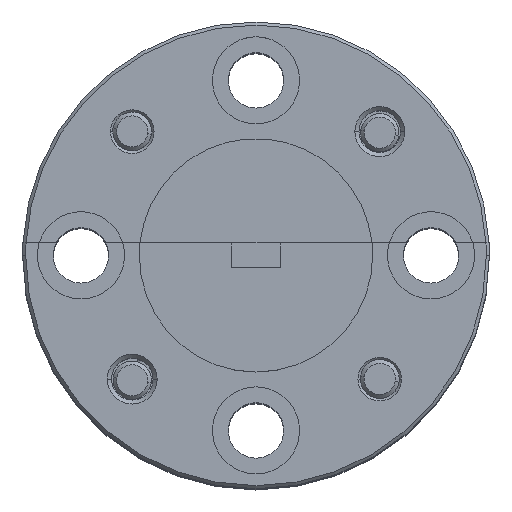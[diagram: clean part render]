
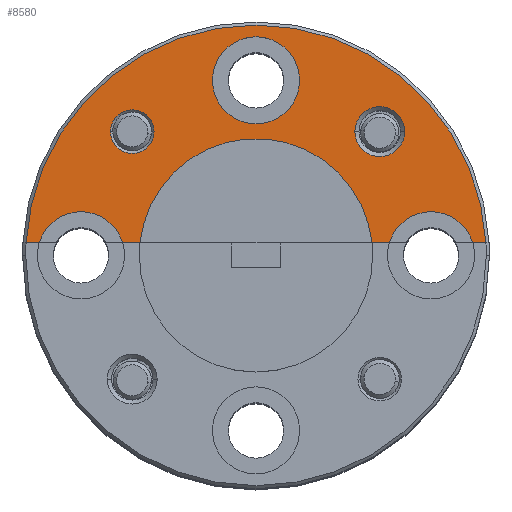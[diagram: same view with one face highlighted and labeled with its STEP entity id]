
A CAD part, top view. The second image highlights one B-rep face of the part: STEP entity #8580.
In plain terms, the highlighted planar face has unit normal (0, 0, 1).
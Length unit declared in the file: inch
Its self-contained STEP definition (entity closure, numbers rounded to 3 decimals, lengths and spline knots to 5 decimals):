
#228 = ORIENTED_EDGE ( 'NONE', *, *, #28331, .T. ) ;
#634 = CARTESIAN_POINT ( 'NONE',  ( 0.65475, 0.41665, 1.39712 ) ) ;
#705 = CARTESIAN_POINT ( 'NONE',  ( 0.67588, 0.41665, 1.39712 ) ) ;
#721 = VERTEX_POINT ( 'NONE', #9083 ) ;
#1000 = DIRECTION ( 'NONE',  ( 0., 0., 1. ) ) ;
#1051 = ORIENTED_EDGE ( 'NONE', *, *, #7166, .T. ) ;
#1076 = CIRCLE ( 'NONE', #2340, 0.07 ) ;
#1117 = CIRCLE ( 'NONE', #23335, 0.07 ) ;
#1437 = FACE_BOUND ( 'NONE', #25823, .T. ) ;
#1613 = DIRECTION ( 'NONE',  ( 1., 0., 0. ) ) ;
#1846 = CARTESIAN_POINT ( 'NONE',  ( 0.11642, 0.41665, 1.39712 ) ) ;
#2113 = CARTESIAN_POINT ( 'NONE',  ( 0.30642, 0.6779, 1.39712 ) ) ;
#2207 = ORIENTED_EDGE ( 'NONE', *, *, #16528, .T. ) ;
#2220 = DIRECTION ( 'NONE',  ( 1., 0., 0. ) ) ;
#2226 = CARTESIAN_POINT ( 'NONE',  ( 0.30642, 0.39665, 1.39712 ) ) ;
#2340 = AXIS2_PLACEMENT_3D ( 'NONE', #6218, #8426, #22334 ) ;
#2699 = CIRCLE ( 'NONE', #24994, 0.035 ) ;
#3168 = DIRECTION ( 'NONE',  ( 1., 0., 0. ) ) ;
#3186 = CARTESIAN_POINT ( 'NONE',  ( 0.49285, 0.41665, 1.39712 ) ) ;
#3611 = ORIENTED_EDGE ( 'NONE', *, *, #4075, .T. ) ;
#3676 = VECTOR ( 'NONE', #26023, 39.37008 ) ;
#3822 = EDGE_CURVE ( 'NONE', #9773, #19370, #22203, .T. ) ;
#3930 = CARTESIAN_POINT ( 'NONE',  ( 0.58767, 0.39665, 1.39712 ) ) ;
#3947 = LINE ( 'NONE', #8674, #23827 ) ;
#3966 = DIRECTION ( 'NONE',  ( 1., 0., 0. ) ) ;
#4075 = EDGE_CURVE ( 'NONE', #721, #24116, #12078, .T. ) ;
#5302 = DIRECTION ( 'NONE',  ( 0., 0., 1. ) ) ;
#5409 = CARTESIAN_POINT ( 'NONE',  ( 0.11642, 0.41665, 1.39712 ) ) ;
#6038 = CIRCLE ( 'NONE', #16892, 0.035 ) ;
#6161 = FACE_OUTER_BOUND ( 'NONE', #9073, .T. ) ;
#6218 = CARTESIAN_POINT ( 'NONE',  ( 0.02517, 0.39665, 1.39712 ) ) ;
#6276 = DIRECTION ( 'NONE',  ( 0., 0., 1. ) ) ;
#6323 = ORIENTED_EDGE ( 'NONE', *, *, #15160, .F. ) ;
#6566 = CARTESIAN_POINT ( 'NONE',  ( 0.52059, 0.41665, 1.39712 ) ) ;
#7166 = EDGE_CURVE ( 'NONE', #9565, #26636, #29326, .T. ) ;
#7280 = DIRECTION ( 'NONE',  ( 1., 0., 0. ) ) ;
#7601 = FACE_BOUND ( 'NONE', #16844, .T. ) ;
#7894 = CARTESIAN_POINT ( 'NONE',  ( 0.37642, 0.6779, 1.39712 ) ) ;
#8088 = CARTESIAN_POINT ( 'NONE',  ( 0.07255, 0.59552, 1.39712 ) ) ;
#8386 = EDGE_CURVE ( 'NONE', #721, #29909, #1076, .T. ) ;
#8426 = DIRECTION ( 'NONE',  ( 0., 0., 1. ) ) ;
#8580 = ADVANCED_FACE ( 'NONE', ( #1437, #27084, #7601, #6161 ), #13726, .T. ) ;
#8674 = CARTESIAN_POINT ( 'NONE',  ( 0.11642, 0.41665, 1.39712 ) ) ;
#8982 = CARTESIAN_POINT ( 'NONE',  ( 0.30642, 0.39665, 1.39712 ) ) ;
#9073 = EDGE_LOOP ( 'NONE', ( #1051, #228, #2207, #20930, #3611, #12714, #23713, #17697 ) ) ;
#9083 = CARTESIAN_POINT ( 'NONE',  ( 0.09225, 0.41665, 1.39712 ) ) ;
#9565 = VERTEX_POINT ( 'NONE', #634 ) ;
#9576 = DIRECTION ( 'NONE',  ( 0., 0., 1. ) ) ;
#9773 = VERTEX_POINT ( 'NONE', #3186 ) ;
#10288 = VECTOR ( 'NONE', #11038, 39.37008 ) ;
#10597 = CARTESIAN_POINT ( 'NONE',  ( -0.04191, 0.41665, 1.39712 ) ) ;
#10694 = ORIENTED_EDGE ( 'NONE', *, *, #22473, .F. ) ;
#10738 = EDGE_CURVE ( 'NONE', #15696, #19646, #6038, .T. ) ;
#10992 = DIRECTION ( 'NONE',  ( 1., 0., 0. ) ) ;
#11038 = DIRECTION ( 'NONE',  ( 1., 0., 0. ) ) ;
#11273 = CARTESIAN_POINT ( 'NONE',  ( 0.30642, 0.39665, 1.39712 ) ) ;
#11535 = AXIS2_PLACEMENT_3D ( 'NONE', #2113, #25539, #2220 ) ;
#12013 = CIRCLE ( 'NONE', #16375, 0.04 ) ;
#12078 = LINE ( 'NONE', #1846, #10288 ) ;
#12443 = CARTESIAN_POINT ( 'NONE',  ( 0.14255, 0.59552, 1.39712 ) ) ;
#12714 = ORIENTED_EDGE ( 'NONE', *, *, #21664, .F. ) ;
#12741 = VERTEX_POINT ( 'NONE', #21269 ) ;
#12774 = VERTEX_POINT ( 'NONE', #25843 ) ;
#12867 = ORIENTED_EDGE ( 'NONE', *, *, #10738, .F. ) ;
#13027 = CIRCLE ( 'NONE', #28950, 0.04 ) ;
#13305 = DIRECTION ( 'NONE',  ( 0., 0., 1. ) ) ;
#13414 = CIRCLE ( 'NONE', #27339, 0.1875 ) ;
#13608 = AXIS2_PLACEMENT_3D ( 'NONE', #8982, #29376, #1613 ) ;
#13726 = PLANE ( 'NONE',  #23193 ) ;
#14045 = EDGE_CURVE ( 'NONE', #22643, #12774, #12013, .T. ) ;
#14969 = EDGE_CURVE ( 'NONE', #9565, #19370, #1117, .T. ) ;
#15117 = EDGE_LOOP ( 'NONE', ( #23261, #10694 ) ) ;
#15160 = EDGE_CURVE ( 'NONE', #18382, #15820, #21350, .T. ) ;
#15179 = CARTESIAN_POINT ( 'NONE',  ( 0.10755, 0.59552, 1.39712 ) ) ;
#15285 = CIRCLE ( 'NONE', #13608, 0.37 ) ;
#15545 = DIRECTION ( 'NONE',  ( 1., 0., 0. ) ) ;
#15637 = ORIENTED_EDGE ( 'NONE', *, *, #26346, .F. ) ;
#15696 = VERTEX_POINT ( 'NONE', #8088 ) ;
#15820 = VERTEX_POINT ( 'NONE', #18712 ) ;
#16375 = AXIS2_PLACEMENT_3D ( 'NONE', #22387, #22477, #10992 ) ;
#16447 = EDGE_CURVE ( 'NONE', #15820, #18382, #26021, .T. ) ;
#16528 = EDGE_CURVE ( 'NONE', #12741, #29909, #3947, .T. ) ;
#16844 = EDGE_LOOP ( 'NONE', ( #6323, #24298 ) ) ;
#16892 = AXIS2_PLACEMENT_3D ( 'NONE', #23577, #5302, #3168 ) ;
#17071 = CARTESIAN_POINT ( 'NONE',  ( 0.30642, 0.6779, 1.39712 ) ) ;
#17697 = ORIENTED_EDGE ( 'NONE', *, *, #14969, .F. ) ;
#17776 = DIRECTION ( 'NONE',  ( 1., 0., 0. ) ) ;
#18382 = VERTEX_POINT ( 'NONE', #7894 ) ;
#18712 = CARTESIAN_POINT ( 'NONE',  ( 0.23642, 0.6779, 1.39712 ) ) ;
#19370 = VERTEX_POINT ( 'NONE', #6566 ) ;
#19646 = VERTEX_POINT ( 'NONE', #12443 ) ;
#19717 = CARTESIAN_POINT ( 'NONE',  ( 0.50529, 0.59552, 1.39712 ) ) ;
#20566 = DIRECTION ( 'NONE',  ( 1., 0., 0. ) ) ;
#20930 = ORIENTED_EDGE ( 'NONE', *, *, #8386, .F. ) ;
#21269 = CARTESIAN_POINT ( 'NONE',  ( -0.06304, 0.41665, 1.39712 ) ) ;
#21350 = CIRCLE ( 'NONE', #11535, 0.07 ) ;
#21427 = CARTESIAN_POINT ( 'NONE',  ( 0.11999, 0.41665, 1.39712 ) ) ;
#21664 = EDGE_CURVE ( 'NONE', #9773, #24116, #13414, .T. ) ;
#21692 = DIRECTION ( 'NONE',  ( 0., 0., 1. ) ) ;
#21810 = AXIS2_PLACEMENT_3D ( 'NONE', #17071, #21692, #28869 ) ;
#22203 = LINE ( 'NONE', #27140, #28365 ) ;
#22334 = DIRECTION ( 'NONE',  ( 1., 0., 0. ) ) ;
#22387 = CARTESIAN_POINT ( 'NONE',  ( 0.50529, 0.59552, 1.39712 ) ) ;
#22430 = DIRECTION ( 'NONE',  ( 0., 0., 1. ) ) ;
#22473 = EDGE_CURVE ( 'NONE', #12774, #22643, #13027, .T. ) ;
#22477 = DIRECTION ( 'NONE',  ( 0., 0., 1. ) ) ;
#22643 = VERTEX_POINT ( 'NONE', #24559 ) ;
#23193 = AXIS2_PLACEMENT_3D ( 'NONE', #2226, #9576, #7280 ) ;
#23261 = ORIENTED_EDGE ( 'NONE', *, *, #14045, .F. ) ;
#23335 = AXIS2_PLACEMENT_3D ( 'NONE', #3930, #6276, #15545 ) ;
#23577 = CARTESIAN_POINT ( 'NONE',  ( 0.10755, 0.59552, 1.39712 ) ) ;
#23713 = ORIENTED_EDGE ( 'NONE', *, *, #3822, .T. ) ;
#23827 = VECTOR ( 'NONE', #27045, 39.37008 ) ;
#24116 = VERTEX_POINT ( 'NONE', #21427 ) ;
#24298 = ORIENTED_EDGE ( 'NONE', *, *, #16447, .F. ) ;
#24559 = CARTESIAN_POINT ( 'NONE',  ( 0.54529, 0.59552, 1.39712 ) ) ;
#24994 = AXIS2_PLACEMENT_3D ( 'NONE', #15179, #22430, #3966 ) ;
#25539 = DIRECTION ( 'NONE',  ( 0., 0., 1. ) ) ;
#25823 = EDGE_LOOP ( 'NONE', ( #15637, #12867 ) ) ;
#25843 = CARTESIAN_POINT ( 'NONE',  ( 0.46529, 0.59552, 1.39712 ) ) ;
#26021 = CIRCLE ( 'NONE', #21810, 0.07 ) ;
#26023 = DIRECTION ( 'NONE',  ( 1., 0., 0. ) ) ;
#26346 = EDGE_CURVE ( 'NONE', #19646, #15696, #2699, .T. ) ;
#26461 = DIRECTION ( 'NONE',  ( 1., 0., 0. ) ) ;
#26636 = VERTEX_POINT ( 'NONE', #705 ) ;
#27045 = DIRECTION ( 'NONE',  ( 1., 0., 0. ) ) ;
#27084 = FACE_BOUND ( 'NONE', #15117, .T. ) ;
#27140 = CARTESIAN_POINT ( 'NONE',  ( 0.11642, 0.41665, 1.39712 ) ) ;
#27339 = AXIS2_PLACEMENT_3D ( 'NONE', #11273, #13305, #20566 ) ;
#28331 = EDGE_CURVE ( 'NONE', #26636, #12741, #15285, .T. ) ;
#28365 = VECTOR ( 'NONE', #17776, 39.37008 ) ;
#28869 = DIRECTION ( 'NONE',  ( 1., 0., 0. ) ) ;
#28950 = AXIS2_PLACEMENT_3D ( 'NONE', #19717, #1000, #26461 ) ;
#29326 = LINE ( 'NONE', #5409, #3676 ) ;
#29376 = DIRECTION ( 'NONE',  ( 0., 0., 1. ) ) ;
#29909 = VERTEX_POINT ( 'NONE', #10597 ) ;
